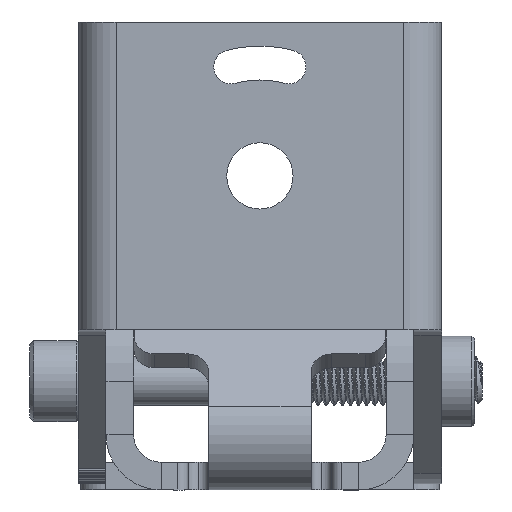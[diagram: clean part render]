
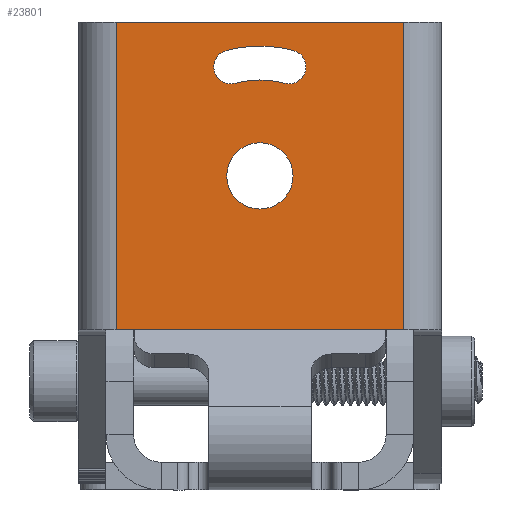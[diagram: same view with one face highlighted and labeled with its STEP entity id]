
A CAD part, front view. The second image highlights one B-rep face of the part: STEP entity #23801.
In plain terms, the highlighted planar face has unit normal (0, -1, 0).
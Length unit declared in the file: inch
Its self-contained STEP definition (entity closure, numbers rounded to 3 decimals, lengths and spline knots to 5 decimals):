
#29 = VERTEX_POINT ( 'NONE', #10855 ) ;
#279 = VERTEX_POINT ( 'NONE', #14847 ) ;
#464 = VECTOR ( 'NONE', #14387, 39.37008 ) ;
#548 = DIRECTION ( 'NONE',  ( 0., 1., 0. ) ) ;
#577 = CIRCLE ( 'NONE', #13725, 0.0825 ) ;
#753 = VERTEX_POINT ( 'NONE', #4684 ) ;
#791 = AXIS2_PLACEMENT_3D ( 'NONE', #19009, #548, #13518 ) ;
#798 = AXIS2_PLACEMENT_3D ( 'NONE', #20563, #2102, #9493 ) ;
#1787 = DIRECTION ( 'NONE',  ( 0., 1., 0. ) ) ;
#1953 = ORIENTED_EDGE ( 'NONE', *, *, #16432, .F. ) ;
#2102 = DIRECTION ( 'NONE',  ( 0., -1., 0. ) ) ;
#2179 = CARTESIAN_POINT ( 'NONE',  ( -0.121, 0., 0.45157 ) ) ;
#2400 = EDGE_LOOP ( 'NONE', ( #17178, #2683 ) ) ;
#2529 = DIRECTION ( 'NONE',  ( 0., -1., 0. ) ) ;
#2683 = ORIENTED_EDGE ( 'NONE', *, *, #9544, .T. ) ;
#3060 = CIRCLE ( 'NONE', #18596, 0.4675 ) ;
#3278 = ORIENTED_EDGE ( 'NONE', *, *, #14585, .T. ) ;
#4143 = EDGE_CURVE ( 'NONE', #21215, #18298, #577, .T. ) ;
#4179 = CARTESIAN_POINT ( 'NONE',  ( 0., 0., -0.1615 ) ) ;
#4417 = PLANE ( 'NONE',  #6795 ) ;
#4544 = CARTESIAN_POINT ( 'NONE',  ( 0.1637, 0., 0.61095 ) ) ;
#4684 = CARTESIAN_POINT ( 'NONE',  ( 0.7, 0., 0.75 ) ) ;
#4832 = EDGE_LOOP ( 'NONE', ( #16868, #5109, #20813, #20242, #20293, #8551 ) ) ;
#5109 = ORIENTED_EDGE ( 'NONE', *, *, #4143, .F. ) ;
#5202 = CARTESIAN_POINT ( 'NONE',  ( 0., 0., 0.4675 ) ) ;
#5286 = CARTESIAN_POINT ( 'NONE',  ( 0., 0., 0. ) ) ;
#5464 = DIRECTION ( 'NONE',  ( 0., -1., 0. ) ) ;
#5561 = DIRECTION ( 'NONE',  ( 0., 1., 0. ) ) ;
#5833 = CIRCLE ( 'NONE', #798, 0.6325 ) ;
#6365 = VERTEX_POINT ( 'NONE', #4544 ) ;
#6591 = FACE_BOUND ( 'NONE', #2400, .T. ) ;
#6599 = CARTESIAN_POINT ( 'NONE',  ( -0.75, 0., 0.75 ) ) ;
#6795 = AXIS2_PLACEMENT_3D ( 'NONE', #19599, #21072, #11827 ) ;
#6989 = LINE ( 'NONE', #12458, #464 ) ;
#7011 = CIRCLE ( 'NONE', #20609, 0.0825 ) ;
#7460 = DIRECTION ( 'NONE',  ( 0., 1., 0. ) ) ;
#7637 = DIRECTION ( 'NONE',  ( 0., -1., 0. ) ) ;
#8028 = VERTEX_POINT ( 'NONE', #5202 ) ;
#8551 = ORIENTED_EDGE ( 'NONE', *, *, #17862, .F. ) ;
#8906 = VERTEX_POINT ( 'NONE', #20506 ) ;
#9493 = DIRECTION ( 'NONE',  ( 0., 0., 1. ) ) ;
#9505 = EDGE_LOOP ( 'NONE', ( #3278, #1953, #9635, #22054 ) ) ;
#9510 = VERTEX_POINT ( 'NONE', #4179 ) ;
#9544 = EDGE_CURVE ( 'NONE', #9510, #29, #11261, .T. ) ;
#9635 = ORIENTED_EDGE ( 'NONE', *, *, #21205, .T. ) ;
#10036 = CARTESIAN_POINT ( 'NONE',  ( 0.7, 0., -0.75 ) ) ;
#10393 = EDGE_CURVE ( 'NONE', #20964, #6365, #7011, .T. ) ;
#10583 = CARTESIAN_POINT ( 'NONE',  ( 0., 0., 0. ) ) ;
#10847 = EDGE_CURVE ( 'NONE', #29, #9510, #15520, .T. ) ;
#10855 = CARTESIAN_POINT ( 'NONE',  ( 0., 0., 0.1615 ) ) ;
#11064 = DIRECTION ( 'NONE',  ( 0., 0., 1. ) ) ;
#11261 = CIRCLE ( 'NONE', #791, 0.1615 ) ;
#11336 = VERTEX_POINT ( 'NONE', #10036 ) ;
#11827 = DIRECTION ( 'NONE',  ( 0., 0., 1. ) ) ;
#12458 = CARTESIAN_POINT ( 'NONE',  ( 0.7, 0., -0.75 ) ) ;
#12482 = VECTOR ( 'NONE', #17356, 39.37008 ) ;
#12649 = EDGE_CURVE ( 'NONE', #6365, #8906, #5833, .T. ) ;
#12703 = DIRECTION ( 'NONE',  ( 0., 0., 1. ) ) ;
#12791 = DIRECTION ( 'NONE',  ( 0., 0., 1. ) ) ;
#13097 = DIRECTION ( 'NONE',  ( 0., 0., 1. ) ) ;
#13518 = DIRECTION ( 'NONE',  ( 0., 0., 1. ) ) ;
#13644 = CIRCLE ( 'NONE', #20666, 0.4675 ) ;
#13725 = AXIS2_PLACEMENT_3D ( 'NONE', #20139, #7637, #18456 ) ;
#14287 = EDGE_CURVE ( 'NONE', #11336, #279, #21493, .T. ) ;
#14387 = DIRECTION ( 'NONE',  ( 0., 0., 1. ) ) ;
#14585 = EDGE_CURVE ( 'NONE', #11336, #753, #6989, .T. ) ;
#14732 = EDGE_CURVE ( 'NONE', #18298, #8028, #13644, .T. ) ;
#14847 = CARTESIAN_POINT ( 'NONE',  ( -0.7, 0., -0.75 ) ) ;
#15188 = CARTESIAN_POINT ( 'NONE',  ( 0.121, 0., 0.45157 ) ) ;
#15520 = CIRCLE ( 'NONE', #18679, 0.1615 ) ;
#15627 = CIRCLE ( 'NONE', #19922, 0.6325 ) ;
#16432 = EDGE_CURVE ( 'NONE', #16705, #753, #23276, .T. ) ;
#16547 = CARTESIAN_POINT ( 'NONE',  ( 0., 0., 0. ) ) ;
#16621 = DIRECTION ( 'NONE',  ( 0., 0., -1. ) ) ;
#16705 = VERTEX_POINT ( 'NONE', #22885 ) ;
#16868 = ORIENTED_EDGE ( 'NONE', *, *, #14732, .F. ) ;
#17178 = ORIENTED_EDGE ( 'NONE', *, *, #10847, .T. ) ;
#17356 = DIRECTION ( 'NONE',  ( -1., 0., 0. ) ) ;
#17461 = DIRECTION ( 'NONE',  ( 0., 0., 1. ) ) ;
#17862 = EDGE_CURVE ( 'NONE', #8028, #20964, #3060, .T. ) ;
#18097 = CARTESIAN_POINT ( 'NONE',  ( -0.7, 0., 0.75 ) ) ;
#18298 = VERTEX_POINT ( 'NONE', #2179 ) ;
#18456 = DIRECTION ( 'NONE',  ( 0., 0., 1. ) ) ;
#18596 = AXIS2_PLACEMENT_3D ( 'NONE', #16547, #7460, #12791 ) ;
#18679 = AXIS2_PLACEMENT_3D ( 'NONE', #10583, #5561, #13097 ) ;
#19009 = CARTESIAN_POINT ( 'NONE',  ( 0., 0., 0. ) ) ;
#19183 = CARTESIAN_POINT ( 'NONE',  ( -0.75, 0., -0.75 ) ) ;
#19599 = CARTESIAN_POINT ( 'NONE',  ( 0., 0., 0. ) ) ;
#19922 = AXIS2_PLACEMENT_3D ( 'NONE', #23196, #2529, #17461 ) ;
#20139 = CARTESIAN_POINT ( 'NONE',  ( -0.14235, 0., 0.53126 ) ) ;
#20242 = ORIENTED_EDGE ( 'NONE', *, *, #12649, .F. ) ;
#20293 = ORIENTED_EDGE ( 'NONE', *, *, #10393, .F. ) ;
#20506 = CARTESIAN_POINT ( 'NONE',  ( 0., 0., 0.6325 ) ) ;
#20563 = CARTESIAN_POINT ( 'NONE',  ( 0., 0., 0. ) ) ;
#20609 = AXIS2_PLACEMENT_3D ( 'NONE', #23969, #5464, #11064 ) ;
#20666 = AXIS2_PLACEMENT_3D ( 'NONE', #5286, #1787, #12703 ) ;
#20813 = ORIENTED_EDGE ( 'NONE', *, *, #21452, .F. ) ;
#20964 = VERTEX_POINT ( 'NONE', #15188 ) ;
#21072 = DIRECTION ( 'NONE',  ( 0., 1., 0. ) ) ;
#21205 = EDGE_CURVE ( 'NONE', #16705, #279, #23826, .T. ) ;
#21215 = VERTEX_POINT ( 'NONE', #22247 ) ;
#21440 = DIRECTION ( 'NONE',  ( 1., 0., 0. ) ) ;
#21452 = EDGE_CURVE ( 'NONE', #8906, #21215, #15627, .T. ) ;
#21493 = LINE ( 'NONE', #19183, #12482 ) ;
#21871 = VECTOR ( 'NONE', #16621, 39.37008 ) ;
#22054 = ORIENTED_EDGE ( 'NONE', *, *, #14287, .F. ) ;
#22247 = CARTESIAN_POINT ( 'NONE',  ( -0.1637, 0., 0.61095 ) ) ;
#22885 = CARTESIAN_POINT ( 'NONE',  ( -0.7, 0., 0.75 ) ) ;
#23150 = FACE_OUTER_BOUND ( 'NONE', #9505, .T. ) ;
#23196 = CARTESIAN_POINT ( 'NONE',  ( 0., 0., 0. ) ) ;
#23268 = FACE_BOUND ( 'NONE', #4832, .T. ) ;
#23276 = LINE ( 'NONE', #6599, #23595 ) ;
#23595 = VECTOR ( 'NONE', #21440, 39.37008 ) ;
#23801 = ADVANCED_FACE ( 'NONE', ( #23268, #6591, #23150 ), #4417, .F. ) ;
#23826 = LINE ( 'NONE', #18097, #21871 ) ;
#23969 = CARTESIAN_POINT ( 'NONE',  ( 0.14235, 0., 0.53126 ) ) ;
